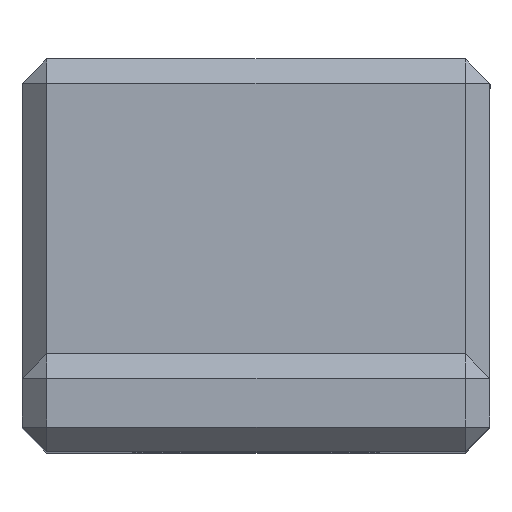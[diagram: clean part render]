
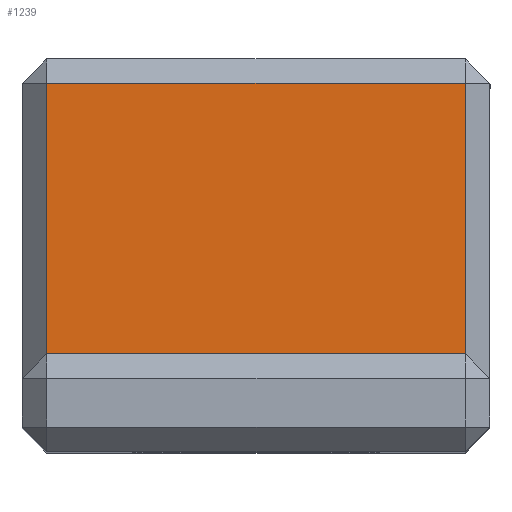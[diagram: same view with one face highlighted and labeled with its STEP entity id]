
A CAD part, top view. The second image highlights one B-rep face of the part: STEP entity #1239.
In plain terms, the highlighted planar face has unit normal (0, 0, 1).
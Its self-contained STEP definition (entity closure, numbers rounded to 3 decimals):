
#76=PLANE('',#1349);
#155=FACE_OUTER_BOUND('',#237,.T.);
#237=EDGE_LOOP('',(#1095,#1096,#1097,#1098));
#310=LINE('',#1831,#462);
#348=LINE('',#1906,#500);
#405=LINE('',#2014,#557);
#409=LINE('',#2021,#561);
#462=VECTOR('',#1486,10.);
#500=VECTOR('',#1556,10.);
#557=VECTOR('',#1659,10.);
#561=VECTOR('',#1665,10.);
#607=VERTEX_POINT('',#1827);
#609=VERTEX_POINT('',#1830);
#622=VERTEX_POINT('',#1877);
#628=VERTEX_POINT('',#1899);
#720=EDGE_CURVE('',#607,#609,#310,.T.);
#758=EDGE_CURVE('',#628,#622,#348,.T.);
#815=EDGE_CURVE('',#609,#628,#405,.T.);
#819=EDGE_CURVE('',#622,#607,#409,.T.);
#1095=ORIENTED_EDGE('',*,*,#819,.F.);
#1096=ORIENTED_EDGE('',*,*,#758,.F.);
#1097=ORIENTED_EDGE('',*,*,#815,.F.);
#1098=ORIENTED_EDGE('',*,*,#720,.F.);
#1239=ADVANCED_FACE('',(#155),#76,.T.);
#1349=AXIS2_PLACEMENT_3D('',#2029,#1676,#1677);
#1486=DIRECTION('',(-1.,0.,0.));
#1556=DIRECTION('',(1.,0.,0.));
#1659=DIRECTION('',(0.,1.,0.));
#1665=DIRECTION('',(0.,-1.,0.));
#1676=DIRECTION('center_axis',(0.,0.,
1.));
#1677=DIRECTION('ref_axis',(0.,1.,0.));
#1827=CARTESIAN_POINT('',(8.5,-0.2,-18.122));
#1830=CARTESIAN_POINT('',(-8.5,-0.2,-18.122));
#1831=CARTESIAN_POINT('',(9.5,-0.2,-18.122));
#1877=CARTESIAN_POINT('',(8.5,10.822,-18.122));
#1899=CARTESIAN_POINT('',(-8.5,10.822,-18.122));
#1906=CARTESIAN_POINT('',(9.5,10.822,-18.122));
#2014=CARTESIAN_POINT('',(-8.5,1.811,-18.122));
#2021=CARTESIAN_POINT('',(8.5,1.811,-18.122));
#2029=CARTESIAN_POINT('Origin',(9.5,-0.2,-18.122));
